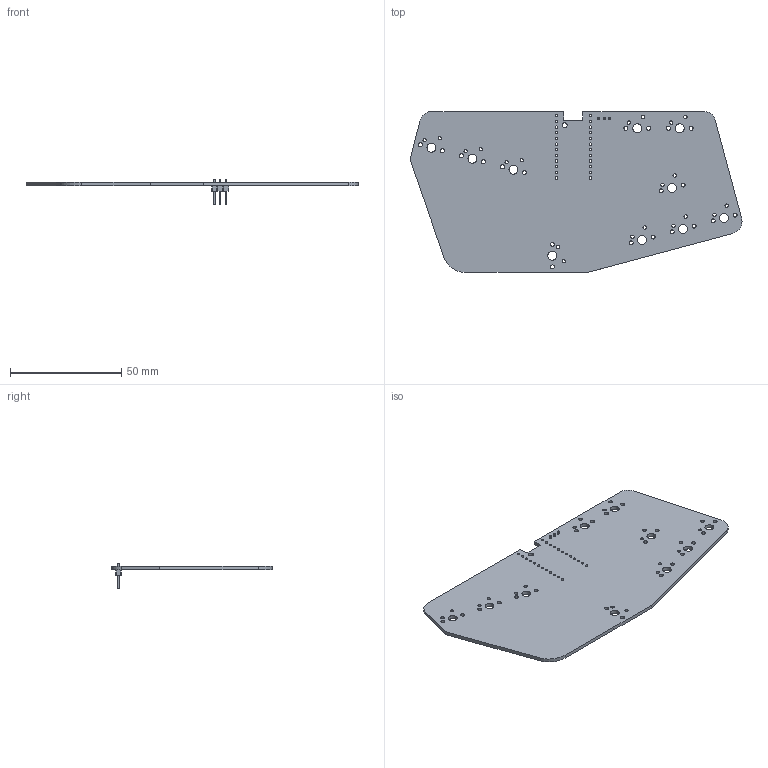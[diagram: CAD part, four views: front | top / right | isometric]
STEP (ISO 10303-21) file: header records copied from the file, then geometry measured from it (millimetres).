
FILE_DESCRIPTION(('KiCad electronic assembly'),'2;1');
FILE_NAME('project.step','2021-06-07T22:22:04',('An Author'),( 'A Company'),'Open CASCADE STEP processor 7.5', 'KiCad to STEP converter','Unknown');
FILE_SCHEMA(('AUTOMOTIVE_DESIGN { 1 0 10303 214 1 1 1 1 }'));
Length unit declared in the file: millimetre
Products named in the file (4): Open CASCADE STEP translator 7.5 1; PinHeader_1x03_P2.54mm_Vertical; SOLID; COMPOUND
Assembly tree (3 placements, depth 3):
  Open CASCADE STEP translator 7.5 1
    PinHeader_1x03_P2.54mm_Vertical
      SOLID
    COMPOUND
Bounding box: 148.97 x 72.23 x 11.54 mm (x, y, z)
Volume: 14456.7 mm3; surface area: 19480.9 mm2
Topology: 2 solids, 2 shells, 171 faces, 459 edges, 298 vertices
Faces by surface type: plane 89, cylinder 82
Full cylindrical faces by diameter (mm): 1 x3, 1.092 x24, 1.499 x20, 1.8 x20, 2.2 x1, 3.988 x10
Entity records: 12260 total; most frequent: DIRECTION 1891, CARTESIAN_POINT 1850, LINE 1049, VECTOR 1049, ORIENTED_EDGE 918, PCURVE 918, DEFINITIONAL_REPRESENTATION 918, EDGE_CURVE 459
